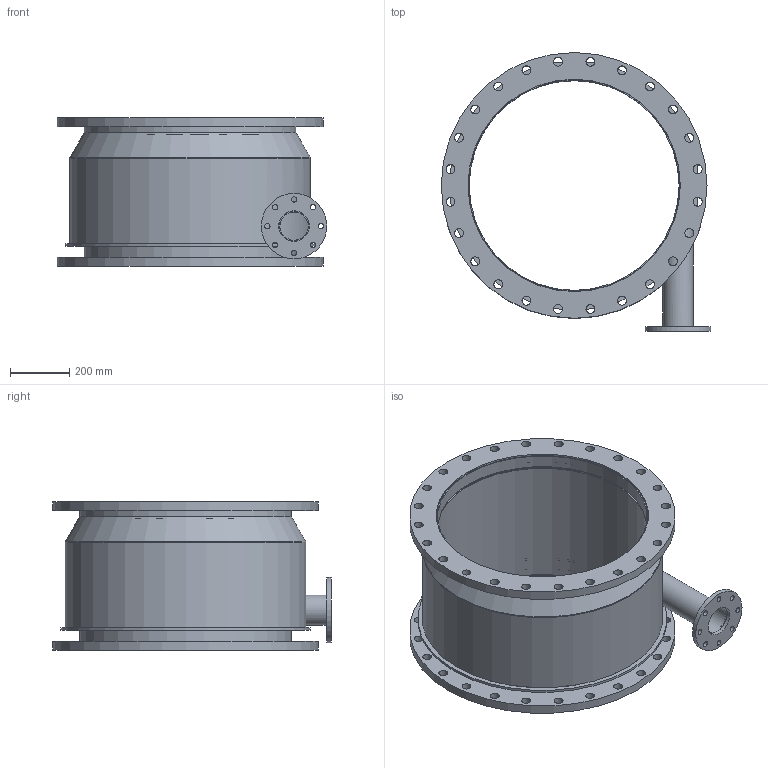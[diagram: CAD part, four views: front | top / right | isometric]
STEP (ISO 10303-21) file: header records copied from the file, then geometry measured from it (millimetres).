
FILE_DESCRIPTION(/* description */ (''),/* implementation_level */ '2;1');
FILE_NAME(/* name */ '3913 WI 28.stp',/* time_stamp */ '2015-04-02T15:16:55+02:00',/* author */ ('Tekenkamer'),/* organization */ (''),/* preprocessor_version */ 'ST-DEVELOPER v15.6',/* originating_system */ 'Autodesk Inventor 2015',/* authorisation */ '');
FILE_SCHEMA (('AUTOMOTIVE_DESIGN { 1 0 10303 214 3 1 1 }'));
Length unit declared in the file: millimetre
Products named in the file (1): MAAT3D
Bounding box: 907.5 x 938.5 x 500 mm (x, y, z)
Volume: 20403677.6 mm3; surface area: 6025112.2 mm2
Topology: 8 solids, 8 shells, 92 faces, 223 edges, 149 vertices
Faces by surface type: cylinder 73, plane 17, cone 2
Full cylindrical faces by diameter (mm): 18 x8, 30 x48, 95.6 x1, 101.6 x1, 103 x1, 220 x1, 707 x2, 713 x2, 715 x3, 804 x1, 810 x1, 840 x1, 895 x2
Entity records: 2834 total; most frequent: CARTESIAN_POINT 537, DIRECTION 480, ORIENTED_EDGE 298, EDGE_LOOP 296, AXIS2_PLACEMENT_3D 240, FACE_BOUND 204, VERTEX_POINT 149, EDGE_CURVE 149
